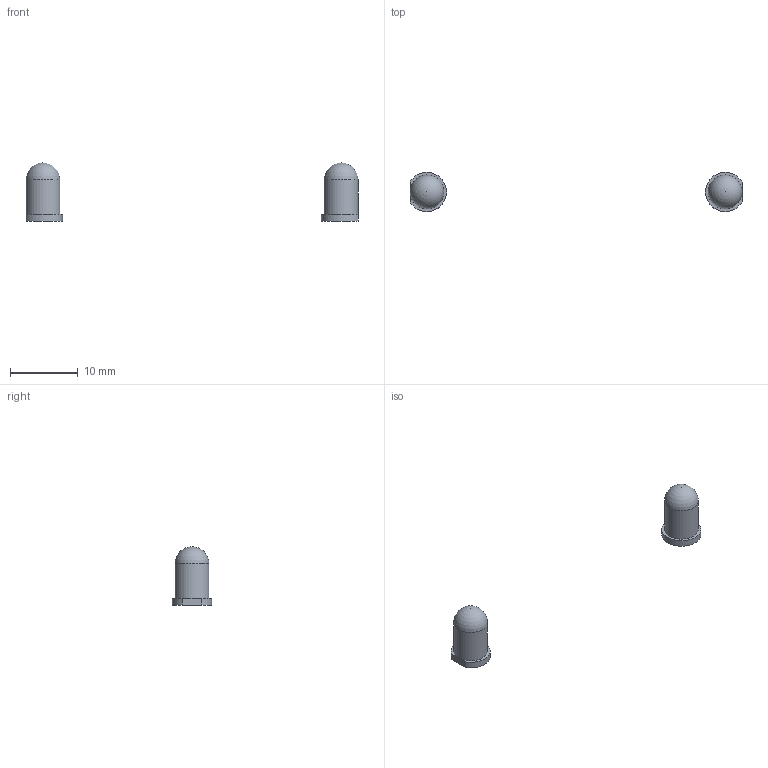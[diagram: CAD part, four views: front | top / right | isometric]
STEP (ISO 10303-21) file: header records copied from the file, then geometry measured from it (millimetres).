
FILE_DESCRIPTION(/* description */ (''),/* implementation_level */ '2;1');
FILE_NAME(/* name */ 'LED_5mm.stp',/* time_stamp */ '2020-03-30T14:56:08+02:00',/* author */ (''),/* organization */ (''),/* preprocessor_version */ 'ST-DEVELOPER v16',/* originating_system */ 'SIEMENS PLM Software NX 11.0',/* authorisation */ '');
FILE_SCHEMA (('AUTOMOTIVE_DESIGN { 1 0 10303 214 3 1 1 1 }'));
Length unit declared in the file: millimetre
Products named in the file (1): aj0560B220zv2m
Bounding box: 49 x 5.8 x 8.61 mm (x, y, z)
Volume: 317.4 mm3; surface area: 338.5 mm2
Topology: 2 solids, 2 shells, 12 faces, 28 edges, 18 vertices
Faces by surface type: plane 6, cylinder 4, sphere 2
Full cylindrical faces by diameter (mm): 5 x2
Entity records: 307 total; most frequent: DIRECTION 52, CARTESIAN_POINT 43, ORIENTED_EDGE 36, AXIS2_PLACEMENT_3D 21, EDGE_CURVE 18, EDGE_LOOP 14, ADVANCED_FACE 12, VERTEX_POINT 12
